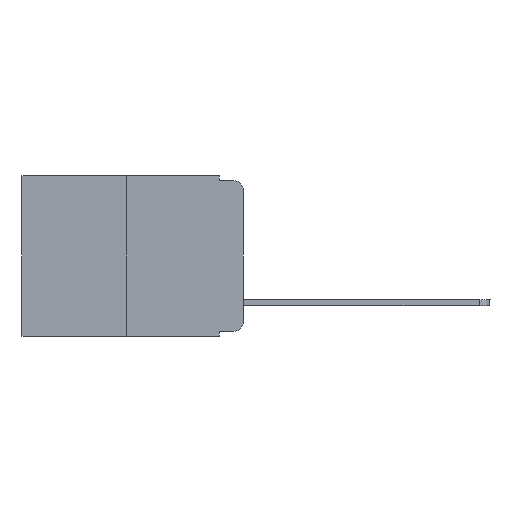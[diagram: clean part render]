
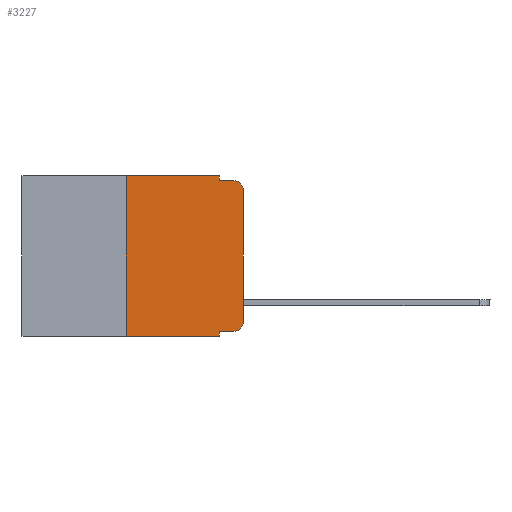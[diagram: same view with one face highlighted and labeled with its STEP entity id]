
A CAD part, left-side view. The second image highlights one B-rep face of the part: STEP entity #3227.
In plain terms, the highlighted planar face has unit normal (-1, 0, 0).
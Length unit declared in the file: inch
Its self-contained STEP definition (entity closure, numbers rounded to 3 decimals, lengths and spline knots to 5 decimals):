
#5 = CARTESIAN_POINT ( 'NONE',  ( 0., 0.051, 0. ) ) ;
#17 = CIRCLE ( 'NONE', #492, 0.02 ) ;
#74 = VECTOR ( 'NONE', #4881, 39.37008 ) ;
#176 = EDGE_CURVE ( 'NONE', #6232, #505, #4187, .T. ) ;
#223 = CARTESIAN_POINT ( 'NONE',  ( 0., 0., -0.03 ) ) ;
#335 = ORIENTED_EDGE ( 'NONE', *, *, #6207, .T. ) ;
#353 = EDGE_CURVE ( 'NONE', #2595, #493, #1569, .T. ) ;
#448 = DIRECTION ( 'NONE',  ( 0., 0., -1. ) ) ;
#492 = AXIS2_PLACEMENT_3D ( 'NONE', #3126, #3267, #6201 ) ;
#493 = VERTEX_POINT ( 'NONE', #2631 ) ;
#505 = VERTEX_POINT ( 'NONE', #7020 ) ;
#617 = AXIS2_PLACEMENT_3D ( 'NONE', #7384, #3682, #6667 ) ;
#622 = DIRECTION ( 'NONE',  ( 0., -1., 0. ) ) ;
#669 = VERTEX_POINT ( 'NONE', #5 ) ;
#949 = CARTESIAN_POINT ( 'NONE',  ( 0., 0.473, 0. ) ) ;
#967 = EDGE_CURVE ( 'NONE', #7981, #8253, #6475, .T. ) ;
#1005 = ORIENTED_EDGE ( 'NONE', *, *, #967, .F. ) ;
#1038 = CARTESIAN_POINT ( 'NONE',  ( 0., 0.02, -0.333 ) ) ;
#1041 = AXIS2_PLACEMENT_3D ( 'NONE', #4087, #1993, #448 ) ;
#1147 = VECTOR ( 'NONE', #3935, 39.37008 ) ;
#1270 = CARTESIAN_POINT ( 'NONE',  ( 0., 0.473, -0.343 ) ) ;
#1454 = VECTOR ( 'NONE', #7110, 39.37008 ) ;
#1569 = LINE ( 'NONE', #7601, #7302 ) ;
#1631 = ORIENTED_EDGE ( 'NONE', *, *, #2704, .F. ) ;
#1712 = EDGE_CURVE ( 'NONE', #493, #669, #8282, .T. ) ;
#1872 = CARTESIAN_POINT ( 'NONE',  ( 0., 0.051, 0. ) ) ;
#1993 = DIRECTION ( 'NONE',  ( 1., 0., 0. ) ) ;
#2159 = VERTEX_POINT ( 'NONE', #1038 ) ;
#2399 = DIRECTION ( 'NONE',  ( 0., 0., 1. ) ) ;
#2585 = PLANE ( 'NONE',  #1041 ) ;
#2595 = VERTEX_POINT ( 'NONE', #5407 ) ;
#2631 = CARTESIAN_POINT ( 'NONE',  ( 0., 0.25, 0. ) ) ;
#2654 = CARTESIAN_POINT ( 'NONE',  ( 0., 0., 0. ) ) ;
#2704 = EDGE_CURVE ( 'NONE', #669, #6232, #4742, .T. ) ;
#2754 = ORIENTED_EDGE ( 'NONE', *, *, #8172, .T. ) ;
#3106 = CIRCLE ( 'NONE', #617, 0.02 ) ;
#3126 = CARTESIAN_POINT ( 'NONE',  ( 0., 0.02, -0.03 ) ) ;
#3227 = ADVANCED_FACE ( 'NONE', ( #8520 ), #2585, .F. ) ;
#3267 = DIRECTION ( 'NONE',  ( -1., 0., 0. ) ) ;
#3392 = VECTOR ( 'NONE', #622, 39.37008 ) ;
#3606 = ORIENTED_EDGE ( 'NONE', *, *, #1712, .F. ) ;
#3682 = DIRECTION ( 'NONE',  ( -1., 0., 0. ) ) ;
#3859 = EDGE_CURVE ( 'NONE', #7981, #2159, #6474, .T. ) ;
#3881 = VECTOR ( 'NONE', #7240, 39.37008 ) ;
#3896 = DIRECTION ( 'NONE',  ( 0., -1., 0. ) ) ;
#3935 = DIRECTION ( 'NONE',  ( 0., 0., 1. ) ) ;
#4087 = CARTESIAN_POINT ( 'NONE',  ( 0., 0.473, 0. ) ) ;
#4187 = LINE ( 'NONE', #5490, #5296 ) ;
#4406 = EDGE_LOOP ( 'NONE', ( #6898, #335, #4645, #1631, #3606, #9070, #2754, #1005, #8229, #4821 ) ) ;
#4535 = CARTESIAN_POINT ( 'NONE',  ( 0., 0., -0.313 ) ) ;
#4645 = ORIENTED_EDGE ( 'NONE', *, *, #176, .F. ) ;
#4656 = CARTESIAN_POINT ( 'NONE',  ( 0., 0.051, -0.01 ) ) ;
#4742 = LINE ( 'NONE', #8407, #74 ) ;
#4821 = ORIENTED_EDGE ( 'NONE', *, *, #5267, .T. ) ;
#4881 = DIRECTION ( 'NONE',  ( 0., 0., -1. ) ) ;
#4919 = LINE ( 'NONE', #2654, #1147 ) ;
#5083 = CARTESIAN_POINT ( 'NONE',  ( 0., 0.051, -0.343 ) ) ;
#5267 = EDGE_CURVE ( 'NONE', #2159, #6955, #3106, .T. ) ;
#5296 = VECTOR ( 'NONE', #7886, 39.37008 ) ;
#5407 = CARTESIAN_POINT ( 'NONE',  ( 0., 0.25, -0.343 ) ) ;
#5490 = CARTESIAN_POINT ( 'NONE',  ( 0., 0.051, -0.01 ) ) ;
#6201 = DIRECTION ( 'NONE',  ( 0., 0., -1. ) ) ;
#6207 = EDGE_CURVE ( 'NONE', #7533, #505, #17, .T. ) ;
#6232 = VERTEX_POINT ( 'NONE', #4656 ) ;
#6474 = LINE ( 'NONE', #9410, #3392 ) ;
#6475 = LINE ( 'NONE', #1872, #3881 ) ;
#6667 = DIRECTION ( 'NONE',  ( 0., 0., -1. ) ) ;
#6898 = ORIENTED_EDGE ( 'NONE', *, *, #8430, .T. ) ;
#6955 = VERTEX_POINT ( 'NONE', #4535 ) ;
#7020 = CARTESIAN_POINT ( 'NONE',  ( 0., 0.02, -0.01 ) ) ;
#7110 = DIRECTION ( 'NONE',  ( 0., -1., 0. ) ) ;
#7240 = DIRECTION ( 'NONE',  ( 0., 0., -1. ) ) ;
#7302 = VECTOR ( 'NONE', #2399, 39.37008 ) ;
#7384 = CARTESIAN_POINT ( 'NONE',  ( 0., 0.02, -0.313 ) ) ;
#7533 = VERTEX_POINT ( 'NONE', #223 ) ;
#7601 = CARTESIAN_POINT ( 'NONE',  ( 0., 0.25, 0. ) ) ;
#7871 = LINE ( 'NONE', #1270, #1454 ) ;
#7886 = DIRECTION ( 'NONE',  ( 0., -1., 0. ) ) ;
#7981 = VERTEX_POINT ( 'NONE', #8181 ) ;
#8172 = EDGE_CURVE ( 'NONE', #2595, #8253, #7871, .T. ) ;
#8173 = VECTOR ( 'NONE', #3896, 39.37008 ) ;
#8181 = CARTESIAN_POINT ( 'NONE',  ( 0., 0.051, -0.333 ) ) ;
#8229 = ORIENTED_EDGE ( 'NONE', *, *, #3859, .T. ) ;
#8253 = VERTEX_POINT ( 'NONE', #5083 ) ;
#8282 = LINE ( 'NONE', #949, #8173 ) ;
#8407 = CARTESIAN_POINT ( 'NONE',  ( 0., 0.051, 0. ) ) ;
#8430 = EDGE_CURVE ( 'NONE', #6955, #7533, #4919, .T. ) ;
#8520 = FACE_OUTER_BOUND ( 'NONE', #4406, .T. ) ;
#9070 = ORIENTED_EDGE ( 'NONE', *, *, #353, .F. ) ;
#9410 = CARTESIAN_POINT ( 'NONE',  ( 0., 0.051, -0.333 ) ) ;
